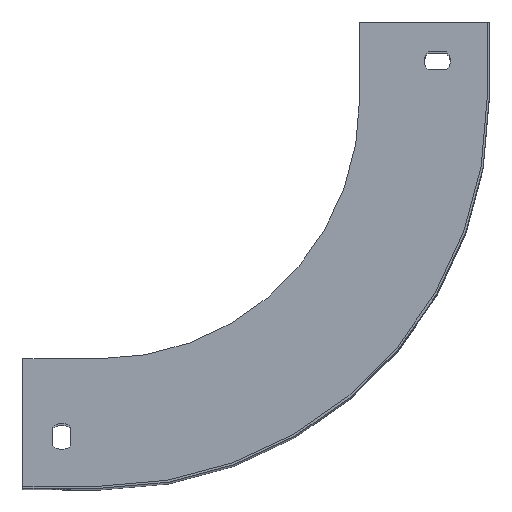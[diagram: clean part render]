
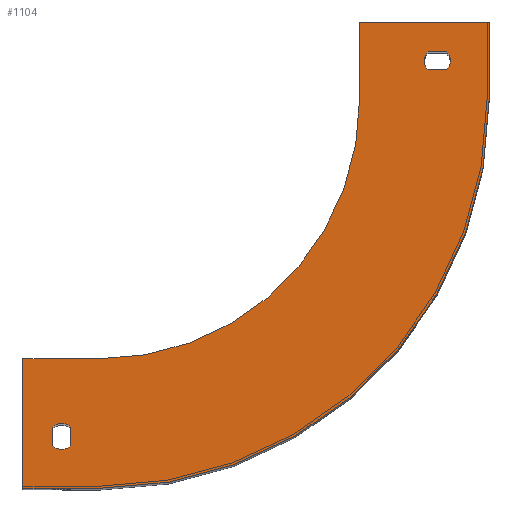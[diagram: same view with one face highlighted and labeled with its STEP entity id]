
A CAD part, top view. The second image highlights one B-rep face of the part: STEP entity #1104.
In plain terms, the highlighted planar face has unit normal (0, 0, 1).
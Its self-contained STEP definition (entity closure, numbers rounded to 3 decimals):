
#3 = CARTESIAN_POINT ( 'NONE',  ( 163.571, 111.5, 0.8 ) ) ;
#5 = CARTESIAN_POINT ( 'NONE',  ( 18.5, -33.571, 0.8 ) ) ;
#12 = CARTESIAN_POINT ( 'NONE',  ( 180., 100., 0.8 ) ) ;
#13 = DIRECTION ( 'NONE',  ( 0., -1., 0. ) ) ;
#15 = CARTESIAN_POINT ( 'NONE',  ( 0., 0., 0.8 ) ) ;
#26 = CARTESIAN_POINT ( 'NONE',  ( 0., -50., 0.8 ) ) ;
#51 = DIRECTION ( 'NONE',  ( 1., 0., 0. ) ) ;
#76 = DIRECTION ( 'NONE',  ( -1., 0., 0. ) ) ;
#78 = CARTESIAN_POINT ( 'NONE',  ( 0., 0., 0.8 ) ) ;
#119 = DIRECTION ( 'NONE',  ( 0., 0., -1. ) ) ;
#124 = CARTESIAN_POINT ( 'NONE',  ( 30., 100., 0.8 ) ) ;
#134 = DIRECTION ( 'NONE',  ( 1., 0., 0. ) ) ;
#158 = EDGE_CURVE ( 'NONE', #898, #895, #927, .T. ) ;
#160 = EDGE_CURVE ( 'NONE', #475, #898, #926, .T. ) ;
#161 = EDGE_CURVE ( 'NONE', #486, #475, #932, .T. ) ;
#162 = EDGE_CURVE ( 'NONE', #895, #896, #934, .T. ) ;
#163 = EDGE_CURVE ( 'NONE', #897, #894, #935, .T. ) ;
#165 = EDGE_CURVE ( 'NONE', #476, #897, #937, .T. ) ;
#166 = EDGE_CURVE ( 'NONE', #890, #476, #938, .T. ) ;
#168 = EDGE_CURVE ( 'NONE', #496, #497, #943, .T. ) ;
#170 = EDGE_CURVE ( 'NONE', #477, #496, #945, .T. ) ;
#172 = EDGE_CURVE ( 'NONE', #894, #890, #946, .T. ) ;
#173 = EDGE_CURVE ( 'NONE', #506, #477, #950, .T. ) ;
#175 = EDGE_CURVE ( 'NONE', #497, #506, #955, .T. ) ;
#193 = EDGE_CURVE ( 'NONE', #896, #892, #983, .T. ) ;
#201 = EDGE_CURVE ( 'NONE', #892, #481, #997, .T. ) ;
#213 = EDGE_CURVE ( 'NONE', #671, #486, #1019, .T. ) ;
#256 = AXIS2_PLACEMENT_3D ( 'NONE', #1196, #1181, #1190 ) ;
#260 = AXIS2_PLACEMENT_3D ( 'NONE', #1197, #1195, #1194 ) ;
#282 = AXIS2_PLACEMENT_3D ( 'NONE', #1168, #1167, #1165 ) ;
#293 = AXIS2_PLACEMENT_3D ( 'NONE', #1187, #1185, #1182 ) ;
#298 = AXIS2_PLACEMENT_3D ( 'NONE', #1177, #1176, #1175 ) ;
#300 = EDGE_CURVE ( 'NONE', #481, #671, #394, .T. ) ;
#309 = AXIS2_PLACEMENT_3D ( 'NONE', #1224, #1227, #1220 ) ;
#339 = AXIS2_PLACEMENT_3D ( 'NONE', #124, #119, #134 ) ;
#394 = LINE ( 'NONE', #15, #397 ) ;
#397 = VECTOR ( 'NONE', #13, 1000. ) ;
#419 = FACE_BOUND ( 'NONE', #908, .T. ) ;
#421 = FACE_OUTER_BOUND ( 'NONE', #918, .T. ) ;
#427 = FACE_BOUND ( 'NONE', #909, .T. ) ;
#475 = VERTEX_POINT ( 'NONE', #12 ) ;
#476 = VERTEX_POINT ( 'NONE', #5 ) ;
#477 = VERTEX_POINT ( 'NONE', #3 ) ;
#481 = VERTEX_POINT ( 'NONE', #574 ) ;
#486 = VERTEX_POINT ( 'NONE', #570 ) ;
#496 = VERTEX_POINT ( 'NONE', #553 ) ;
#497 = VERTEX_POINT ( 'NONE', #552 ) ;
#506 = VERTEX_POINT ( 'NONE', #518 ) ;
#518 = CARTESIAN_POINT ( 'NONE',  ( 163.571, 118.5, 0.8 ) ) ;
#542 = CARTESIAN_POINT ( 'NONE',  ( 180., 130., 0.8 ) ) ;
#543 = CARTESIAN_POINT ( 'NONE',  ( 130., 100., 0.8 ) ) ;
#544 = CARTESIAN_POINT ( 'NONE',  ( 11.5, -26.429, 0.8 ) ) ;
#545 = CARTESIAN_POINT ( 'NONE',  ( 30., 0., 0.8 ) ) ;
#546 = CARTESIAN_POINT ( 'NONE',  ( 11.5, -33.571, 0.8 ) ) ;
#547 = CARTESIAN_POINT ( 'NONE',  ( 18.5, -26.429, 0.8 ) ) ;
#548 = CARTESIAN_POINT ( 'NONE',  ( 130., 130., 0.8 ) ) ;
#552 = CARTESIAN_POINT ( 'NONE',  ( 156.429, 118.5, 0.8 ) ) ;
#553 = CARTESIAN_POINT ( 'NONE',  ( 156.429, 111.5, 0.8 ) ) ;
#560 = CARTESIAN_POINT ( 'NONE',  ( 0., -50., 0.8 ) ) ;
#570 = CARTESIAN_POINT ( 'NONE',  ( 30., -50., 0.8 ) ) ;
#574 = CARTESIAN_POINT ( 'NONE',  ( 0., 0., 0.8 ) ) ;
#671 = VERTEX_POINT ( 'NONE', #560 ) ;
#707 = ORIENTED_EDGE ( 'NONE', *, *, #300, .T. ) ;
#708 = ORIENTED_EDGE ( 'NONE', *, *, #213, .T. ) ;
#709 = ORIENTED_EDGE ( 'NONE', *, *, #161, .T. ) ;
#711 = ORIENTED_EDGE ( 'NONE', *, *, #160, .T. ) ;
#712 = ORIENTED_EDGE ( 'NONE', *, *, #158, .T. ) ;
#722 = ORIENTED_EDGE ( 'NONE', *, *, #162, .T. ) ;
#723 = ORIENTED_EDGE ( 'NONE', *, *, #193, .T. ) ;
#726 = ORIENTED_EDGE ( 'NONE', *, *, #201, .T. ) ;
#727 = ORIENTED_EDGE ( 'NONE', *, *, #163, .F. ) ;
#728 = ORIENTED_EDGE ( 'NONE', *, *, #165, .F. ) ;
#730 = ORIENTED_EDGE ( 'NONE', *, *, #166, .F. ) ;
#731 = ORIENTED_EDGE ( 'NONE', *, *, #172, .F. ) ;
#732 = ORIENTED_EDGE ( 'NONE', *, *, #170, .T. ) ;
#733 = ORIENTED_EDGE ( 'NONE', *, *, #168, .T. ) ;
#734 = ORIENTED_EDGE ( 'NONE', *, *, #175, .T. ) ;
#735 = ORIENTED_EDGE ( 'NONE', *, *, #173, .T. ) ;
#890 = VERTEX_POINT ( 'NONE', #546 ) ;
#892 = VERTEX_POINT ( 'NONE', #545 ) ;
#894 = VERTEX_POINT ( 'NONE', #544 ) ;
#895 = VERTEX_POINT ( 'NONE', #548 ) ;
#896 = VERTEX_POINT ( 'NONE', #543 ) ;
#897 = VERTEX_POINT ( 'NONE', #547 ) ;
#898 = VERTEX_POINT ( 'NONE', #542 ) ;
#908 = EDGE_LOOP ( 'NONE', ( #732, #733, #734, #735 ) ) ;
#909 = EDGE_LOOP ( 'NONE', ( #727, #728, #730, #731 ) ) ;
#918 = EDGE_LOOP ( 'NONE', ( #707, #708, #709, #711, #712, #722, #723, #726 ) ) ;
#926 = LINE ( 'NONE', #1128, #933 ) ;
#927 = LINE ( 'NONE', #1126, #928 ) ;
#928 = VECTOR ( 'NONE', #1125, 1000. ) ;
#932 = CIRCLE ( 'NONE', #256, 150. ) ;
#933 = VECTOR ( 'NONE', #1124, 1000. ) ;
#934 = LINE ( 'NONE', #1130, #936 ) ;
#935 = CIRCLE ( 'NONE', #260, 5. ) ;
#936 = VECTOR ( 'NONE', #1129, 1000. ) ;
#937 = LINE ( 'NONE', #1201, #941 ) ;
#938 = CIRCLE ( 'NONE', #293, 5. ) ;
#941 = VECTOR ( 'NONE', #1193, 1000. ) ;
#943 = CIRCLE ( 'NONE', #298, 5. ) ;
#945 = LINE ( 'NONE', #1180, #949 ) ;
#946 = LINE ( 'NONE', #1179, #953 ) ;
#949 = VECTOR ( 'NONE', #1174, 1000. ) ;
#950 = CIRCLE ( 'NONE', #282, 5. ) ;
#953 = VECTOR ( 'NONE', #1171, 1000. ) ;
#955 = LINE ( 'NONE', #1170, #957 ) ;
#957 = VECTOR ( 'NONE', #1169, 1000. ) ;
#983 = CIRCLE ( 'NONE', #339, 100. ) ;
#997 = LINE ( 'NONE', #78, #1000 ) ;
#1000 = VECTOR ( 'NONE', #76, 1000. ) ;
#1019 = LINE ( 'NONE', #26, #1021 ) ;
#1021 = VECTOR ( 'NONE', #51, 1000. ) ;
#1104 = ADVANCED_FACE ( 'NONE', ( #421, #427, #419 ), #1222, .T. ) ;
#1124 = DIRECTION ( 'NONE',  ( 0., 1., 0. ) ) ;
#1125 = DIRECTION ( 'NONE',  ( -1., 0., 0. ) ) ;
#1126 = CARTESIAN_POINT ( 'NONE',  ( 180., 130., 0.8 ) ) ;
#1128 = CARTESIAN_POINT ( 'NONE',  ( 180., 130., 0.8 ) ) ;
#1129 = DIRECTION ( 'NONE',  ( 0., -1., 0. ) ) ;
#1130 = CARTESIAN_POINT ( 'NONE',  ( 130., 130., 0.8 ) ) ;
#1165 = DIRECTION ( 'NONE',  ( 0., -1., 0. ) ) ;
#1167 = DIRECTION ( 'NONE',  ( 0., 0., -1. ) ) ;
#1168 = CARTESIAN_POINT ( 'NONE',  ( 160., 115., 0.8 ) ) ;
#1169 = DIRECTION ( 'NONE',  ( 1., 0., 0. ) ) ;
#1170 = CARTESIAN_POINT ( 'NONE',  ( 163.571, 118.5, 0.8 ) ) ;
#1171 = DIRECTION ( 'NONE',  ( 0., -1., 0. ) ) ;
#1174 = DIRECTION ( 'NONE',  ( -1., 0., 0. ) ) ;
#1175 = DIRECTION ( 'NONE',  ( 0., -1., 0. ) ) ;
#1176 = DIRECTION ( 'NONE',  ( 0., 0., -1. ) ) ;
#1177 = CARTESIAN_POINT ( 'NONE',  ( 160., 115., 0.8 ) ) ;
#1179 = CARTESIAN_POINT ( 'NONE',  ( 11.5, -33.571, 0.8 ) ) ;
#1180 = CARTESIAN_POINT ( 'NONE',  ( 163.571, 111.5, 0.8 ) ) ;
#1181 = DIRECTION ( 'NONE',  ( 0., 0., 1. ) ) ;
#1182 = DIRECTION ( 'NONE',  ( 1., 0., 0. ) ) ;
#1185 = DIRECTION ( 'NONE',  ( 0., 0., 1. ) ) ;
#1187 = CARTESIAN_POINT ( 'NONE',  ( 15., -30., 0.8 ) ) ;
#1190 = DIRECTION ( 'NONE',  ( 1., 0., 0. ) ) ;
#1193 = DIRECTION ( 'NONE',  ( 0., 1., 0. ) ) ;
#1194 = DIRECTION ( 'NONE',  ( 1., 0., 0. ) ) ;
#1195 = DIRECTION ( 'NONE',  ( 0., 0., 1. ) ) ;
#1196 = CARTESIAN_POINT ( 'NONE',  ( 30., 100., 0.8 ) ) ;
#1197 = CARTESIAN_POINT ( 'NONE',  ( 15., -30., 0.8 ) ) ;
#1201 = CARTESIAN_POINT ( 'NONE',  ( 18.5, -33.571, 0.8 ) ) ;
#1220 = DIRECTION ( 'NONE',  ( 1., 0., 0. ) ) ;
#1222 = PLANE ( 'NONE',  #309 ) ;
#1224 = CARTESIAN_POINT ( 'NONE',  ( 30., 100., 0.8 ) ) ;
#1227 = DIRECTION ( 'NONE',  ( 0., 0., 1. ) ) ;
